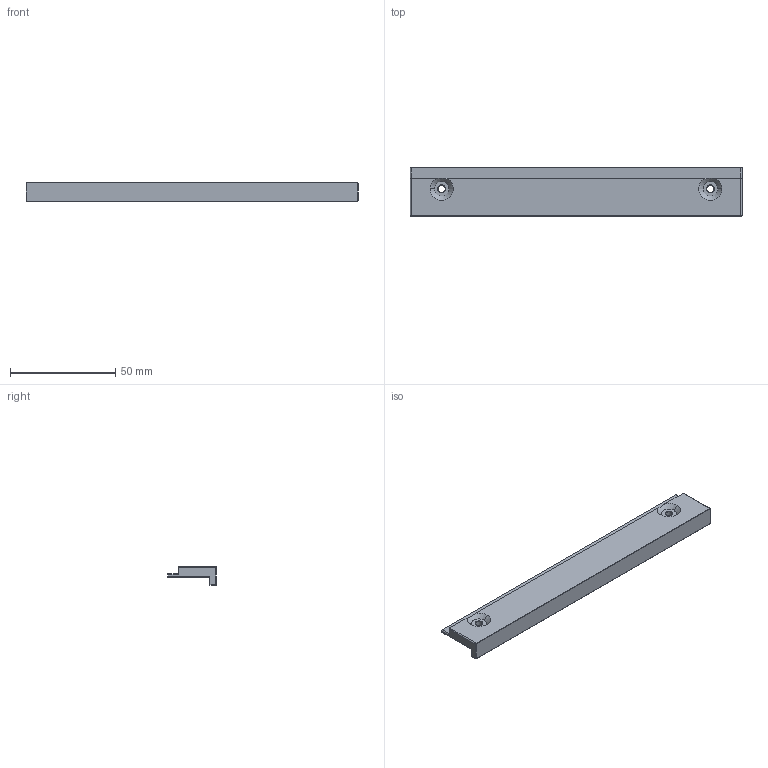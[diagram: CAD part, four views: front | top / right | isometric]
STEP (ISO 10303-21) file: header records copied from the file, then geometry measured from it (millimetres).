
FILE_DESCRIPTION (( 'STEP AP203' ), '1' );
FILE_NAME ('猾眊_階窒筵褽.STEP', '2024-01-19T12:23:37', ( 'Leo' ), ( '' ), 'SwSTEP 2.0', 'SolidWorks 2022', '' );
FILE_SCHEMA (( 'CONFIG_CONTROL_DESIGN' ));
Length unit declared in the file: millimetre
Products named in the file (1): 封箱_顶部横梁
Bounding box: 157.5 x 23 x 9 mm (x, y, z)
Volume: 16922 mm3; surface area: 10291.2 mm2
Topology: 1 solids, 1 shells, 45 faces, 113 edges, 70 vertices
Faces by surface type: plane 17, cone 16, cylinder 12
Entity records: 1446 total; most frequent: CARTESIAN_POINT 253, DIRECTION 247, ORIENTED_EDGE 226, EDGE_CURVE 113, AXIS2_PLACEMENT_3D 92, VERTEX_POINT 70, VECTOR 63, LINE 63
